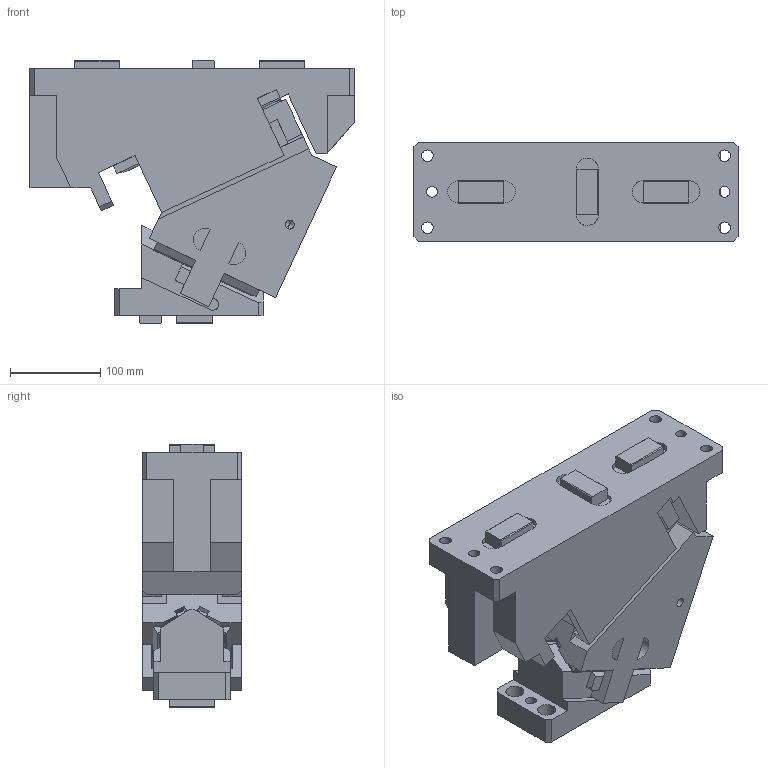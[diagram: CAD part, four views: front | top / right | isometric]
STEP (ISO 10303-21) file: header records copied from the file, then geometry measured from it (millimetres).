
FILE_DESCRIPTION(('CATIA V5 STEP Exchange'),'2;1');
FILE_NAME('CACV_110_25.stp','2015-04-24T14:10:38+00:00',('none'),('none'),'CATIA Version 5 Release 19 SP 2 (IN-10)','CATIA V5 STEP AP203','none');
FILE_SCHEMA(('CONFIG_CONTROL_DESIGN'));
Length unit declared in the file: millimetre
Products named in the file (1): CACV_110_25
Bounding box: 360 x 110 x 293 mm (x, y, z)
Volume: 6726194.9 mm3; surface area: 488288.7 mm2
Topology: 3 solids, 7 shells, 376 faces, 1015 edges, 661 vertices
Faces by surface type: plane 242, cylinder 120, cone 14
Entity records: 12501 total; most frequent: CARTESIAN_POINT 3365, ORIENTED_EDGE 2002, DIRECTION 1595, EDGE_CURVE 1001, VECTOR 765, LINE 765, VERTEX_POINT 661, AXIS2_PLACEMENT_3D 487
